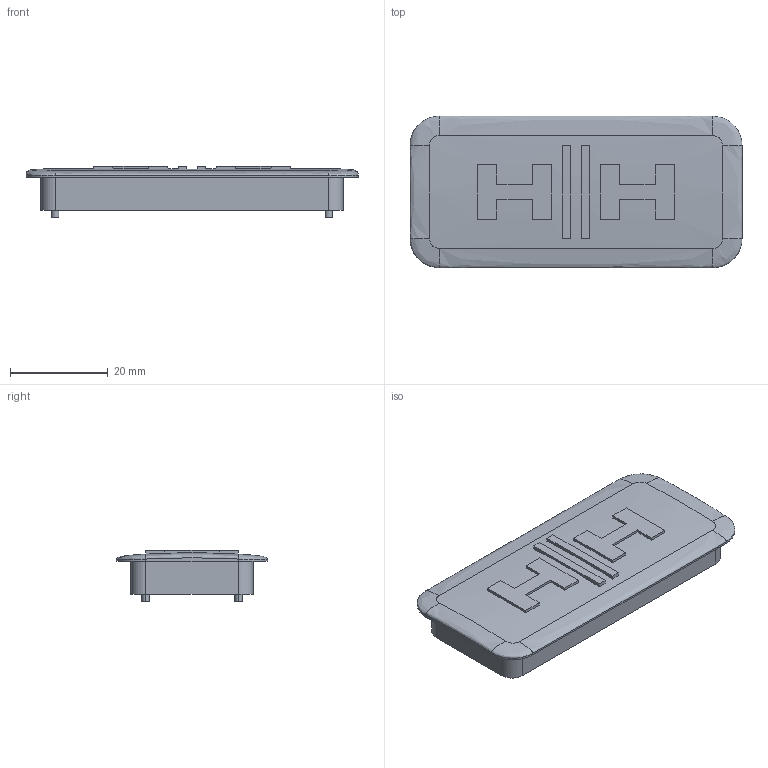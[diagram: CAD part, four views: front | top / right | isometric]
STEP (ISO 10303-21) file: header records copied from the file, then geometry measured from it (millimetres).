
FILE_DESCRIPTION (( 'STEP AP214' ), '1' );
FILE_NAME ('TRE-12A.STEP', '2020-03-04T09:47:47', ( '' ), ( '' ), 'SwSTEP 2.0', 'SolidWorks 2019', '' );
FILE_SCHEMA (( 'AUTOMOTIVE_DESIGN' ));
Length unit declared in the file: millimetre
Products named in the file (1): TRE-12A
Bounding box: 68 x 31 x 10.45 mm (x, y, z)
Volume: 12503.4 mm3; surface area: 9281.4 mm2
Topology: 1 solids, 1 shells, 174 faces, 450 edges, 294 vertices
Faces by surface type: plane 104, cylinder 58, bspline 8, torus 4
Entity records: 228891 total; most frequent: CARTESIAN_POINT 111161, ORIENTED_EDGE 20362, EDGE_CURVE 10181, DIRECTION 9822, B_SPLINE_CURVE_WITH_KNOTS 6652, VERTEX_POINT 6556, EDGE_LOOP 3805, ADVANCED_FACE 3725
